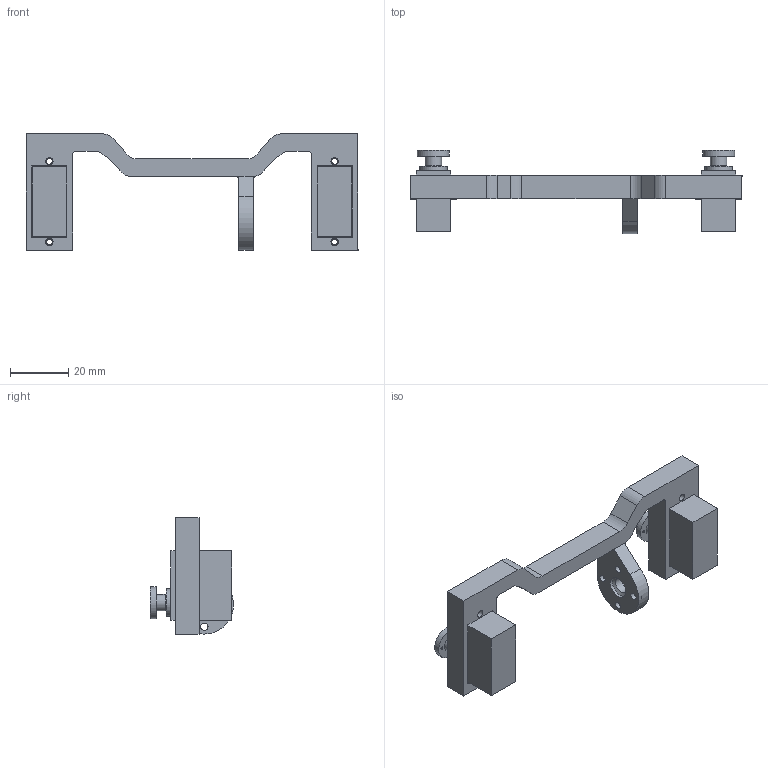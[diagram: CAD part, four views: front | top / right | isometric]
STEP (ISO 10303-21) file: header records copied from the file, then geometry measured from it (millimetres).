
FILE_DESCRIPTION(/* description */ (''),/* implementation_level */ '2;1');
FILE_NAME(/* name */ 'Yaw-bracket-ASV v12.step',/* time_stamp */ '2019-11-18T23:33:00+09:00',/* author */ (''),/* organization */ (''),/* preprocessor_version */ 'ST-DEVELOPER v18',/* originating_system */ 'Autodesk Translation Framework v8.12.0.6',/* authorisation */ '');
FILE_SCHEMA (('AUTOMOTIVE_DESIGN { 1 0 10303 214 3 1 1 }'));
Length unit declared in the file: millimetre
Products named in the file (5): Yaw-bracket-ASV; ASV-15; ASV-15_1; servo; horn
Assembly tree (6 placements, depth 3):
  Yaw-bracket-ASV
    ASV-15
      servo
      horn
    ASV-15_1
      servo
      horn
Bounding box: 113.6 x 28.41 x 39.8 mm (x, y, z)
Volume: 23048.8 mm3; surface area: 13363.4 mm2
Topology: 5 solids, 5 shells, 127 faces, 357 edges, 248 vertices
Faces by surface type: plane 77, cylinder 49, cone 1
Full cylindrical faces by diameter (mm): 0.86 x8, 2 x4, 2.5 x8, 3.7 x2, 4.5 x4, 5.5 x1, 5.6 x2, 7.5 x1, 9.4 x2, 11 x2
Entity records: 3522 total; most frequent: DIRECTION 607, CARTESIAN_POINT 592, ORIENTED_EDGE 570, EDGE_CURVE 285, AXIS2_PLACEMENT_3D 213, VERTEX_POINT 198, LINE 181, VECTOR 181
